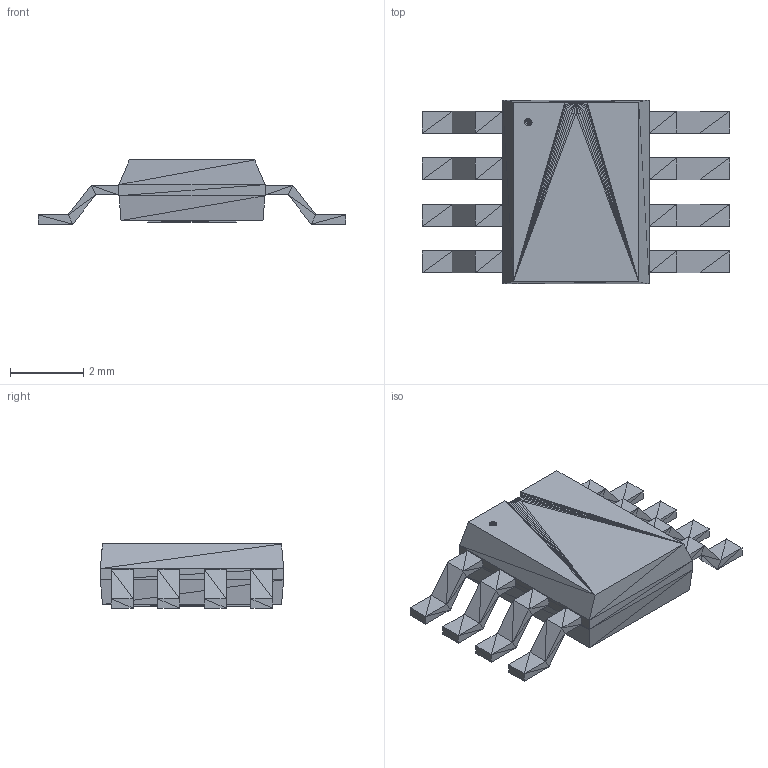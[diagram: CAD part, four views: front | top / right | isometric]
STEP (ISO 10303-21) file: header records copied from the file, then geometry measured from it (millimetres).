
FILE_DESCRIPTION(('STEP AP214'),'1');
FILE_NAME('SOIC-8','2018-09-13T06:09:24',(''),(''),'','','');
FILE_SCHEMA(('AUTOMOTIVE_DESIGN'));
Length unit declared in the file: millimetre
Products named in the file (1): product
Bounding box: 8.4 x 5 x 1.75 mm (x, y, z)
Surface area: 119.9 mm2 (no closed solid volume)
Topology: 0 solids, 465 shells, 465 faces, 1395 edges, 1395 vertices
Faces by surface type: plane 465
Entity records: 15404 total; most frequent: CARTESIAN_POINT 3256, DIRECTION 2327, ORIENTED_EDGE 1395, EDGE_CURVE 1395, VERTEX_POINT 1395, LINE 1395, VECTOR 1395, AXIS2_PLACEMENT_3D 466
